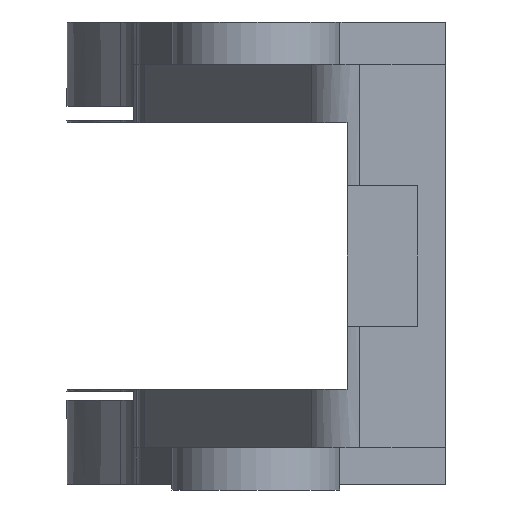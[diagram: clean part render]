
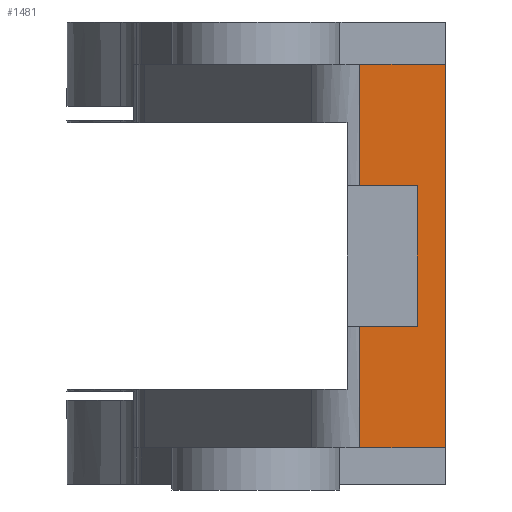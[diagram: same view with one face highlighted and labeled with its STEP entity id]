
A CAD part, left-side view. The second image highlights one B-rep face of the part: STEP entity #1481.
In plain terms, the highlighted planar face has unit normal (-1, 0, 0).
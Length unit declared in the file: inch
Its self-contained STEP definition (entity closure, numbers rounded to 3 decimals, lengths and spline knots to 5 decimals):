
#71 = VECTOR ( 'NONE', #602, 39.37008 ) ;
#171 = LINE ( 'NONE', #1325, #2145 ) ;
#174 = VECTOR ( 'NONE', #625, 39.37008 ) ;
#182 = CARTESIAN_POINT ( 'NONE',  ( -2.6252, -0.26575, -0.10236 ) ) ;
#243 = PLANE ( 'NONE',  #1009 ) ;
#262 = CARTESIAN_POINT ( 'NONE',  ( -2.6252, -0.26575, -0.27362 ) ) ;
#435 = ORIENTED_EDGE ( 'NONE', *, *, #1700, .T. ) ;
#444 = CARTESIAN_POINT ( 'NONE',  ( -2.6252, -0.26575, -0.00394 ) ) ;
#456 = DIRECTION ( 'NONE',  ( 0., 0., -1. ) ) ;
#466 = VERTEX_POINT ( 'NONE', #1477 ) ;
#589 = CARTESIAN_POINT ( 'NONE',  ( -2.6252, -0.26575, 0.26575 ) ) ;
#602 = DIRECTION ( 'NONE',  ( 0., 1., 0. ) ) ;
#625 = DIRECTION ( 'NONE',  ( 0., 0., -1. ) ) ;
#727 = EDGE_LOOP ( 'NONE', ( #435, #1500, #2078, #1173, #1128, #2448, #1300, #1922 ) ) ;
#766 = CARTESIAN_POINT ( 'NONE',  ( -2.6252, -0.14614, 0.09449 ) ) ;
#849 = VERTEX_POINT ( 'NONE', #2189 ) ;
#877 = CARTESIAN_POINT ( 'NONE',  ( -2.6252, -0.14614, -0.00394 ) ) ;
#924 = CARTESIAN_POINT ( 'NONE',  ( -2.6252, -0.14614, -0.10236 ) ) ;
#1009 = AXIS2_PLACEMENT_3D ( 'NONE', #1423, #2135, #2083 ) ;
#1125 = DIRECTION ( 'NONE',  ( 0., 1., 0. ) ) ;
#1128 = ORIENTED_EDGE ( 'NONE', *, *, #1172, .T. ) ;
#1149 = EDGE_CURVE ( 'NONE', #2754, #2316, #2772, .T. ) ;
#1172 = EDGE_CURVE ( 'NONE', #849, #1446, #2542, .T. ) ;
#1173 = ORIENTED_EDGE ( 'NONE', *, *, #1782, .T. ) ;
#1285 = VERTEX_POINT ( 'NONE', #262 ) ;
#1300 = ORIENTED_EDGE ( 'NONE', *, *, #2712, .T. ) ;
#1325 = CARTESIAN_POINT ( 'NONE',  ( -2.6252, -0.18701, -0.00394 ) ) ;
#1409 = VECTOR ( 'NONE', #456, 39.37008 ) ;
#1423 = CARTESIAN_POINT ( 'NONE',  ( -2.6252, -0.26575, -0.00394 ) ) ;
#1446 = VERTEX_POINT ( 'NONE', #924 ) ;
#1477 = CARTESIAN_POINT ( 'NONE',  ( -2.6252, -0.14614, -0.27362 ) ) ;
#1481 = ADVANCED_FACE ( 'NONE', ( #2371 ), #243, .T. ) ;
#1500 = ORIENTED_EDGE ( 'NONE', *, *, #1526, .T. ) ;
#1526 = EDGE_CURVE ( 'NONE', #1578, #2754, #3057, .T. ) ;
#1548 = VECTOR ( 'NONE', #1125, 39.37008 ) ;
#1578 = VERTEX_POINT ( 'NONE', #2688 ) ;
#1612 = VECTOR ( 'NONE', #2215, 39.37008 ) ;
#1700 = EDGE_CURVE ( 'NONE', #2948, #1578, #1962, .T. ) ;
#1709 = LINE ( 'NONE', #2428, #1612 ) ;
#1782 = EDGE_CURVE ( 'NONE', #2316, #849, #171, .T. ) ;
#1800 = VECTOR ( 'NONE', #1818, 39.37008 ) ;
#1809 = DIRECTION ( 'NONE',  ( 0., 0., -1. ) ) ;
#1818 = DIRECTION ( 'NONE',  ( 0., 0., -1. ) ) ;
#1922 = ORIENTED_EDGE ( 'NONE', *, *, #2111, .F. ) ;
#1962 = LINE ( 'NONE', #589, #71 ) ;
#2031 = EDGE_CURVE ( 'NONE', #1446, #466, #2074, .T. ) ;
#2061 = CARTESIAN_POINT ( 'NONE',  ( -2.6252, -0.26575, 0.09449 ) ) ;
#2074 = LINE ( 'NONE', #877, #1800 ) ;
#2078 = ORIENTED_EDGE ( 'NONE', *, *, #1149, .T. ) ;
#2083 = DIRECTION ( 'NONE',  ( 0., 0., 1. ) ) ;
#2111 = EDGE_CURVE ( 'NONE', #2948, #1285, #2556, .T. ) ;
#2135 = DIRECTION ( 'NONE',  ( -1., 0., 0. ) ) ;
#2139 = VECTOR ( 'NONE', #2992, 39.37008 ) ;
#2145 = VECTOR ( 'NONE', #1809, 39.37008 ) ;
#2160 = CARTESIAN_POINT ( 'NONE',  ( -2.6252, -0.18701, 0.09449 ) ) ;
#2189 = CARTESIAN_POINT ( 'NONE',  ( -2.6252, -0.18701, -0.10236 ) ) ;
#2215 = DIRECTION ( 'NONE',  ( 0., -1., 0. ) ) ;
#2316 = VERTEX_POINT ( 'NONE', #2160 ) ;
#2371 = FACE_OUTER_BOUND ( 'NONE', #727, .T. ) ;
#2428 = CARTESIAN_POINT ( 'NONE',  ( -2.6252, -0.05768, -0.27362 ) ) ;
#2448 = ORIENTED_EDGE ( 'NONE', *, *, #2031, .T. ) ;
#2542 = LINE ( 'NONE', #182, #1548 ) ;
#2556 = LINE ( 'NONE', #444, #174 ) ;
#2570 = CARTESIAN_POINT ( 'NONE',  ( -2.6252, -0.14614, -0.00394 ) ) ;
#2688 = CARTESIAN_POINT ( 'NONE',  ( -2.6252, -0.14614, 0.26575 ) ) ;
#2712 = EDGE_CURVE ( 'NONE', #466, #1285, #1709, .T. ) ;
#2754 = VERTEX_POINT ( 'NONE', #766 ) ;
#2772 = LINE ( 'NONE', #2061, #2139 ) ;
#2852 = CARTESIAN_POINT ( 'NONE',  ( -2.6252, -0.26575, 0.26575 ) ) ;
#2948 = VERTEX_POINT ( 'NONE', #2852 ) ;
#2992 = DIRECTION ( 'NONE',  ( 0., -1., 0. ) ) ;
#3057 = LINE ( 'NONE', #2570, #1409 ) ;
